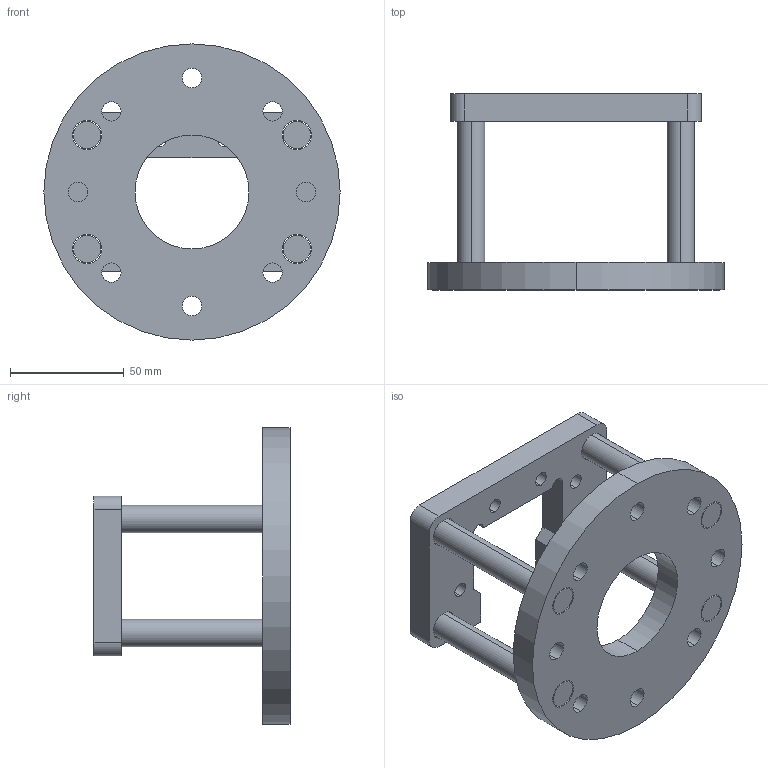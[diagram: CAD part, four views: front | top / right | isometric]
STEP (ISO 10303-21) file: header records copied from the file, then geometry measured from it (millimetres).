
FILE_DESCRIPTION (( 'STEP AP214' ), '1' );
FILE_NAME ('FMWAN187-MNT_3D.step', '2023-06-02T12:07:12', ( '' ), ( '' ), 'SwSTEP 2.0', 'SolidWorks 2022', '' );
FILE_SCHEMA (( 'AUTOMOTIVE_DESIGN' ));
Length unit declared in the file: millimetre
Products named in the file (4): Copy of FMWAN187-MNT_LWR PLT^FMWAN187-MNT; Copy of FMWAN187-MNT_STDF RND M4 FEM, 8OD X 64LG^FMWAN187-MNT; Copy of FMWAN187-MNT_UPR PLT^FMWAN187-MNT; FMWAN187-MNT_3D
Assembly tree (6 placements, depth 2):
  FMWAN187-MNT_3D
    Copy of FMWAN187-MNT_UPR PLT^FMWAN187-MNT
    Copy of FMWAN187-MNT_STDF RND M4 FEM, 8OD X 64LG^FMWAN187-MNT  x4
    Copy of FMWAN187-MNT_LWR PLT^FMWAN187-MNT
Bounding box: 130 x 86 x 130 mm (x, y, z)
Volume: 215039.2 mm3; surface area: 63540.2 mm2
Topology: 6 solids, 6 shells, 86 faces, 222 edges, 148 vertices
Faces by surface type: cylinder 62, plane 24
Entity records: 2690 total; most frequent: DIRECTION 482, CARTESIAN_POINT 423, ORIENTED_EDGE 408, EDGE_CURVE 204, AXIS2_PLACEMENT_3D 195, VERTEX_POINT 136, EDGE_LOOP 120, CIRCLE 112
